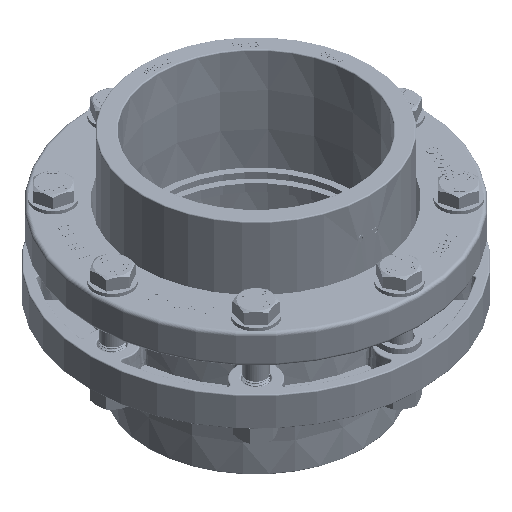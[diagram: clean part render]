
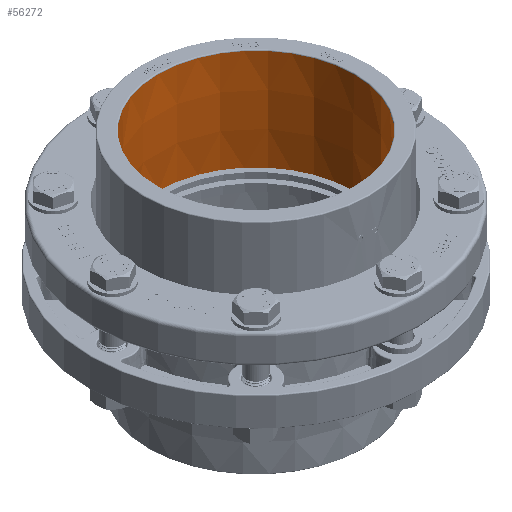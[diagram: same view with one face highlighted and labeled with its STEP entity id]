
A CAD part, isometric view. The second image highlights one B-rep face of the part: STEP entity #56272.
In plain terms, the highlighted conical face has half-angle 0.385 degrees and reference radius 99.85 mm.
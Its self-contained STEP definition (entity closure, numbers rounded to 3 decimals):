
#2330=CONICAL_SURFACE('',#60008,99.85,0.007);
#6345=LINE('',#159105,#10368);
#10368=VECTOR('',#70315,99.85);
#15082=FACE_OUTER_BOUND('',#18554,.T.);
#18554=EDGE_LOOP('',(#52231,#52232,#52233,#52234));
#19782=CIRCLE('',#60007,99.85);
#19783=CIRCLE('',#60009,100.543);
#27895=VERTEX_POINT('',#159101);
#27896=VERTEX_POINT('',#159104);
#36068=EDGE_CURVE('',#27895,#27895,#19782,.T.);
#36069=EDGE_CURVE('',#27895,#27896,#6345,.T.);
#36070=EDGE_CURVE('',#27896,#27896,#19783,.T.);
#52231=ORIENTED_EDGE('',*,*,#36068,.T.);
#52232=ORIENTED_EDGE('',*,*,#36069,.T.);
#52233=ORIENTED_EDGE('',*,*,#36070,.T.);
#52234=ORIENTED_EDGE('',*,*,#36069,.F.);
#56272=ADVANCED_FACE('',(#15082),#2330,.F.);
#60007=AXIS2_PLACEMENT_3D('',#159102,#70311,#70312);
#60008=AXIS2_PLACEMENT_3D('',#159103,#70313,#70314);
#60009=AXIS2_PLACEMENT_3D('',#159106,#70316,#70317);
#70311=DIRECTION('center_axis',(0.,0.,-1.));
#70312=DIRECTION('ref_axis',(1.,0.,0.));
#70313=DIRECTION('center_axis',(0.,0.,1.));
#70314=DIRECTION('ref_axis',(1.,0.,0.));
#70315=DIRECTION('',(-0.007,0.,1.));
#70316=DIRECTION('center_axis',(0.,0.,1.));
#70317=DIRECTION('ref_axis',(-1.,0.,0.));
#159101=CARTESIAN_POINT('',(-99.85,0.,4.8));
#159102=CARTESIAN_POINT('Origin',(0.,0.,4.8));
#159103=CARTESIAN_POINT('Origin',(0.,0.,4.8));
#159104=CARTESIAN_POINT('',(-100.543,0.,108.107));
#159105=CARTESIAN_POINT('',(-99.85,0.,4.8));
#159106=CARTESIAN_POINT('Origin',(0.,0.,108.107));
